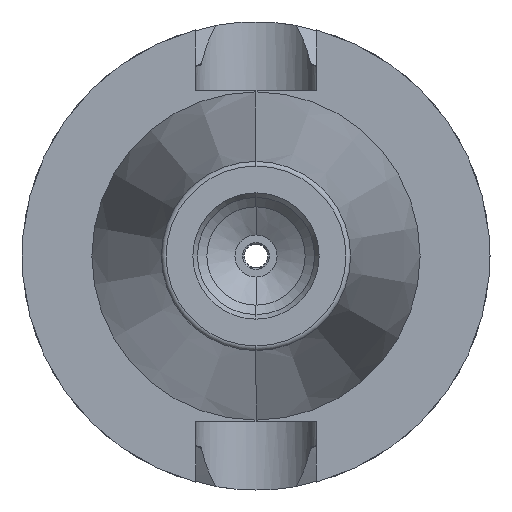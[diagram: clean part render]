
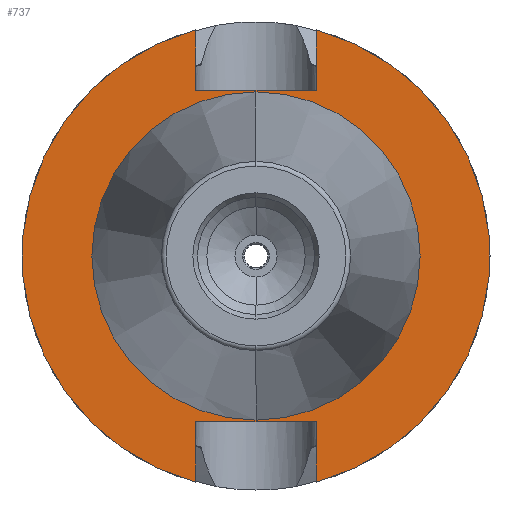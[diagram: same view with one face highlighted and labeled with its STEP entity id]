
A CAD part, left-side view. The second image highlights one B-rep face of the part: STEP entity #737.
In plain terms, the highlighted planar face has unit normal (-1, 0, 0).
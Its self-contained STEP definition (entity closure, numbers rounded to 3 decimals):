
#36 = VECTOR ( 'NONE', #5430, 1000. ) ;
#59 = CARTESIAN_POINT ( 'NONE',  ( 3., 0., -34.571 ) ) ;
#256 = CARTESIAN_POINT ( 'NONE',  ( 3., -12.85, 35.4 ) ) ;
#674 = VECTOR ( 'NONE', #3599, 1000. ) ;
#737 = ADVANCED_FACE ( 'NONE', ( #6989, #7243 ), #6931, .F. ) ;
#745 = CARTESIAN_POINT ( 'NONE',  ( 3., -12.85, -48.321 ) ) ;
#918 = LINE ( 'NONE', #5177, #674 ) ;
#960 = CARTESIAN_POINT ( 'NONE',  ( 3., -12.85, -48.321 ) ) ;
#975 = ORIENTED_EDGE ( 'NONE', *, *, #4311, .T. ) ;
#990 = VERTEX_POINT ( 'NONE', #3084 ) ;
#1246 = VECTOR ( 'NONE', #5673, 1000. ) ;
#1687 = EDGE_CURVE ( 'NONE', #5146, #1949, #4004, .T. ) ;
#1804 = CARTESIAN_POINT ( 'NONE',  ( 3., 12.85, 48.321 ) ) ;
#1842 = CIRCLE ( 'NONE', #2608, 50. ) ;
#1949 = VERTEX_POINT ( 'NONE', #5894 ) ;
#2005 = DIRECTION ( 'NONE',  ( 1., 0., 0. ) ) ;
#2069 = ORIENTED_EDGE ( 'NONE', *, *, #2854, .T. ) ;
#2122 = LINE ( 'NONE', #10146, #36 ) ;
#2164 = VERTEX_POINT ( 'NONE', #9418 ) ;
#2301 = DIRECTION ( 'NONE',  ( 0., 0., -1. ) ) ;
#2331 = ORIENTED_EDGE ( 'NONE', *, *, #10103, .F. ) ;
#2378 = CARTESIAN_POINT ( 'NONE',  ( 3., 12.85, -35.4 ) ) ;
#2438 = CARTESIAN_POINT ( 'NONE',  ( 3., 0., 0. ) ) ;
#2608 = AXIS2_PLACEMENT_3D ( 'NONE', #7400, #4922, #7186 ) ;
#2740 = VECTOR ( 'NONE', #8786, 1000. ) ;
#2854 = EDGE_CURVE ( 'NONE', #3653, #990, #4355, .T. ) ;
#2892 = DIRECTION ( 'NONE',  ( 0., 0., 1. ) ) ;
#3062 = EDGE_CURVE ( 'NONE', #6787, #3540, #9028, .T. ) ;
#3084 = CARTESIAN_POINT ( 'NONE',  ( 3., 0., 34.571 ) ) ;
#3360 = CARTESIAN_POINT ( 'NONE',  ( 3., -12.85, 35.4 ) ) ;
#3462 = AXIS2_PLACEMENT_3D ( 'NONE', #5909, #2005, #9642 ) ;
#3540 = VERTEX_POINT ( 'NONE', #7357 ) ;
#3599 = DIRECTION ( 'NONE',  ( 0., 0., 1. ) ) ;
#3629 = AXIS2_PLACEMENT_3D ( 'NONE', #9294, #8807, #2301 ) ;
#3653 = VERTEX_POINT ( 'NONE', #59 ) ;
#3731 = ORIENTED_EDGE ( 'NONE', *, *, #9208, .F. ) ;
#3970 = EDGE_CURVE ( 'NONE', #6787, #2164, #1842, .T. ) ;
#4004 = CIRCLE ( 'NONE', #6960, 50. ) ;
#4065 = VECTOR ( 'NONE', #4114, 1000. ) ;
#4114 = DIRECTION ( 'NONE',  ( 0., -1., 0. ) ) ;
#4185 = ORIENTED_EDGE ( 'NONE', *, *, #3970, .T. ) ;
#4311 = EDGE_CURVE ( 'NONE', #990, #3653, #4621, .T. ) ;
#4355 = CIRCLE ( 'NONE', #3462, 34.571 ) ;
#4621 = CIRCLE ( 'NONE', #7474, 34.571 ) ;
#4922 = DIRECTION ( 'NONE',  ( -1., 0., 0. ) ) ;
#5103 = EDGE_CURVE ( 'NONE', #5146, #5749, #5390, .T. ) ;
#5146 = VERTEX_POINT ( 'NONE', #960 ) ;
#5177 = CARTESIAN_POINT ( 'NONE',  ( 3., -12.85, 48.321 ) ) ;
#5214 = VERTEX_POINT ( 'NONE', #256 ) ;
#5264 = DIRECTION ( 'NONE',  ( -1., 0., 0. ) ) ;
#5273 = ORIENTED_EDGE ( 'NONE', *, *, #5103, .F. ) ;
#5390 = LINE ( 'NONE', #745, #1246 ) ;
#5430 = DIRECTION ( 'NONE',  ( 0., 0., -1. ) ) ;
#5514 = VERTEX_POINT ( 'NONE', #2378 ) ;
#5673 = DIRECTION ( 'NONE',  ( 0., 0., 1. ) ) ;
#5743 = ORIENTED_EDGE ( 'NONE', *, *, #3062, .F. ) ;
#5749 = VERTEX_POINT ( 'NONE', #10137 ) ;
#5752 = CARTESIAN_POINT ( 'NONE',  ( 3., 12.85, 48.321 ) ) ;
#5894 = CARTESIAN_POINT ( 'NONE',  ( 3., -12.85, 48.321 ) ) ;
#5909 = CARTESIAN_POINT ( 'NONE',  ( 3., 0., 0. ) ) ;
#5978 = CARTESIAN_POINT ( 'NONE',  ( 3., -12.85, -35.4 ) ) ;
#6081 = VECTOR ( 'NONE', #10038, 1000. ) ;
#6146 = LINE ( 'NONE', #3360, #4065 ) ;
#6387 = DIRECTION ( 'NONE',  ( 0., 0., -1. ) ) ;
#6619 = ORIENTED_EDGE ( 'NONE', *, *, #1687, .T. ) ;
#6787 = VERTEX_POINT ( 'NONE', #1804 ) ;
#6931 = PLANE ( 'NONE',  #3629 ) ;
#6960 = AXIS2_PLACEMENT_3D ( 'NONE', #9572, #5264, #2892 ) ;
#6989 = FACE_OUTER_BOUND ( 'NONE', #7835, .T. ) ;
#7186 = DIRECTION ( 'NONE',  ( 0., 0., 1. ) ) ;
#7243 = FACE_BOUND ( 'NONE', #7265, .T. ) ;
#7265 = EDGE_LOOP ( 'NONE', ( #975, #2069 ) ) ;
#7357 = CARTESIAN_POINT ( 'NONE',  ( 3., 12.85, 35.4 ) ) ;
#7400 = CARTESIAN_POINT ( 'NONE',  ( 3., 0., 0. ) ) ;
#7471 = EDGE_CURVE ( 'NONE', #5214, #1949, #918, .T. ) ;
#7474 = AXIS2_PLACEMENT_3D ( 'NONE', #2438, #8545, #6387 ) ;
#7835 = EDGE_LOOP ( 'NONE', ( #4185, #2331, #3731, #5273, #6619, #9674, #8429, #5743 ) ) ;
#7864 = EDGE_CURVE ( 'NONE', #3540, #5214, #6146, .T. ) ;
#8188 = LINE ( 'NONE', #5978, #6081 ) ;
#8429 = ORIENTED_EDGE ( 'NONE', *, *, #7864, .F. ) ;
#8545 = DIRECTION ( 'NONE',  ( 1., 0., 0. ) ) ;
#8786 = DIRECTION ( 'NONE',  ( 0., 0., -1. ) ) ;
#8807 = DIRECTION ( 'NONE',  ( 1., 0., 0. ) ) ;
#9028 = LINE ( 'NONE', #5752, #2740 ) ;
#9208 = EDGE_CURVE ( 'NONE', #5749, #5514, #8188, .T. ) ;
#9294 = CARTESIAN_POINT ( 'NONE',  ( 3., 0., 0. ) ) ;
#9418 = CARTESIAN_POINT ( 'NONE',  ( 3., 12.85, -48.321 ) ) ;
#9572 = CARTESIAN_POINT ( 'NONE',  ( 3., 0., 0. ) ) ;
#9642 = DIRECTION ( 'NONE',  ( 0., 0., -1. ) ) ;
#9674 = ORIENTED_EDGE ( 'NONE', *, *, #7471, .F. ) ;
#10038 = DIRECTION ( 'NONE',  ( 0., 1., 0. ) ) ;
#10103 = EDGE_CURVE ( 'NONE', #5514, #2164, #2122, .T. ) ;
#10137 = CARTESIAN_POINT ( 'NONE',  ( 3., -12.85, -35.4 ) ) ;
#10146 = CARTESIAN_POINT ( 'NONE',  ( 3., 12.85, -48.321 ) ) ;
